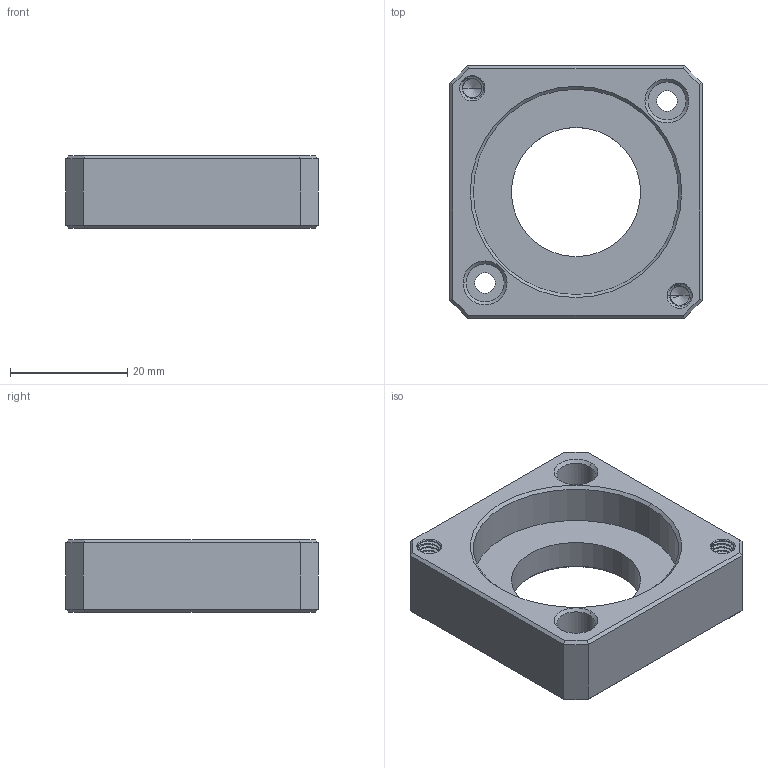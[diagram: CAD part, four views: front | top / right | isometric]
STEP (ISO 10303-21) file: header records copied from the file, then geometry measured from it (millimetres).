
FILE_DESCRIPTION (( 'STEP AP203' ), '1' );
FILE_NAME ('min-11-bra-connection v164 v1.STEP', '2023-12-04T13:26:00', ( '' ), ( '' ), 'SwSTEP 2.0', 'SolidWorks 2022', '' );
FILE_SCHEMA (( 'CONFIG_CONTROL_DESIGN' ));
Length unit declared in the file: millimetre
Products named in the file (1): min-11-bra-connection v164 v1
Bounding box: 43 x 43 x 12.4 mm (x, y, z)
Volume: 12956.8 mm3; surface area: 6625.1 mm2
Topology: 1 solids, 1 shells, 161 faces, 436 edges, 278 vertices
Faces by surface type: cylinder 104, plane 31, cone 20, bspline 6
Entity records: 9169 total; most frequent: CARTESIAN_POINT 5418, ORIENTED_EDGE 864, DIRECTION 602, EDGE_CURVE 432, VERTEX_POINT 278, AXIS2_PLACEMENT_3D 206, B_SPLINE_CURVE_WITH_KNOTS 192, LINE 190
